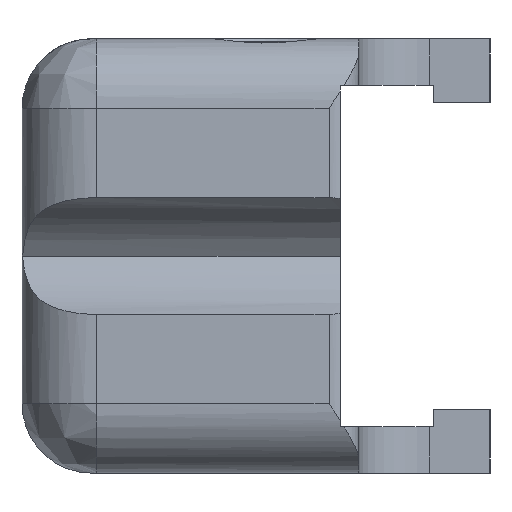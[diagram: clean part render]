
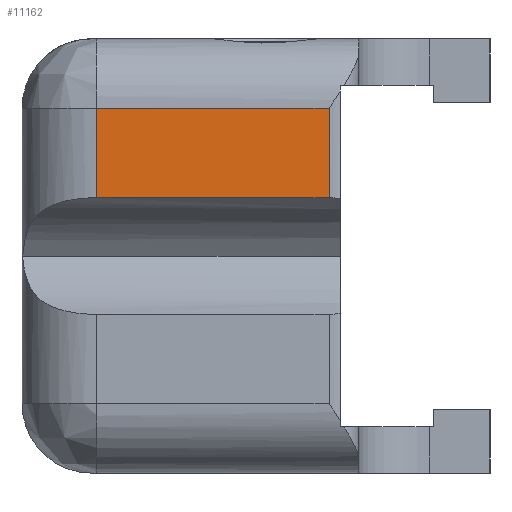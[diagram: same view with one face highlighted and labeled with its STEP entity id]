
A CAD part, left-side view. The second image highlights one B-rep face of the part: STEP entity #11162.
In plain terms, the highlighted planar face has unit normal (-1, 0, 0).
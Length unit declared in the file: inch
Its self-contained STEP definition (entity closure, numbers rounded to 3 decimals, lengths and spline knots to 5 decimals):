
#10437 = EDGE_CURVE ( 'NONE', #10438, #10489, #14930, .T. ) ;
#10438 = VERTEX_POINT ( 'NONE', #14926 ) ;
#10489 = VERTEX_POINT ( 'NONE', #15035 ) ;
#10589 = EDGE_CURVE ( 'NONE', #10590, #10438, #15184, .T. ) ;
#10590 = VERTEX_POINT ( 'NONE', #15232 ) ;
#11162 = ADVANCED_FACE ( 'NONE', ( #16599 ), #16597, .T. ) ;
#11163 = EDGE_LOOP ( 'NONE', ( #11164, #11167, #11174, #11175 ) ) ;
#11164 = ORIENTED_EDGE ( 'NONE', *, *, #11165, .F. ) ;
#11165 = EDGE_CURVE ( 'NONE', #11166, #10489, #16598, .T. ) ;
#11166 = VERTEX_POINT ( 'NONE', #16589 ) ;
#11167 = ORIENTED_EDGE ( 'NONE', *, *, #11173, .F. ) ;
#11173 = EDGE_CURVE ( 'NONE', #10590, #11166, #16583, .T. ) ;
#11174 = ORIENTED_EDGE ( 'NONE', *, *, #10589, .T. ) ;
#11175 = ORIENTED_EDGE ( 'NONE', *, *, #10437, .T. ) ;
#14926 = CARTESIAN_POINT ( 'NONE',  ( 0., -0.41, 0.07785 ) ) ;
#14927 = DIRECTION ( 'NONE',  ( 0., 0., 1. ) ) ;
#14928 = VECTOR ( 'NONE', #14927, 39.37008 ) ;
#14929 = CARTESIAN_POINT ( 'NONE',  ( 0., -0.41, 0.197 ) ) ;
#14930 = LINE ( 'NONE', #14929, #14928 ) ;
#15035 = CARTESIAN_POINT ( 'NONE',  ( 0., -0.41, 0.197 ) ) ;
#15181 = DIRECTION ( 'NONE',  ( 0., -1., 0. ) ) ;
#15182 = VECTOR ( 'NONE', #15181, 39.37008 ) ;
#15183 = CARTESIAN_POINT ( 'NONE',  ( 0., -0.255, 0.07785 ) ) ;
#15184 = LINE ( 'NONE', #15183, #15182 ) ;
#15232 = CARTESIAN_POINT ( 'NONE',  ( 0., -0.1, 0.07785 ) ) ;
#16580 = DIRECTION ( 'NONE',  ( 0., 0., 1. ) ) ;
#16581 = VECTOR ( 'NONE', #16580, 39.37008 ) ;
#16582 = CARTESIAN_POINT ( 'NONE',  ( 0., -0.1, 0. ) ) ;
#16583 = LINE ( 'NONE', #16582, #16581 ) ;
#16589 = CARTESIAN_POINT ( 'NONE',  ( 0., -0.1, 0.197 ) ) ;
#16590 = DIRECTION ( 'NONE',  ( 0., -1., 0. ) ) ;
#16591 = VECTOR ( 'NONE', #16590, 39.37008 ) ;
#16592 = CARTESIAN_POINT ( 'NONE',  ( 0., -0.27401, 0.197 ) ) ;
#16593 = DIRECTION ( 'NONE',  ( 0., 1., 0. ) ) ;
#16594 = DIRECTION ( 'NONE',  ( -1., 0., 0. ) ) ;
#16595 = CARTESIAN_POINT ( 'NONE',  ( 0., -0.41, 0.197 ) ) ;
#16596 = AXIS2_PLACEMENT_3D ( 'NONE', #16595, #16594, #16593 ) ;
#16597 = PLANE ( 'NONE',  #16596 ) ;
#16598 = LINE ( 'NONE', #16592, #16591 ) ;
#16599 = FACE_OUTER_BOUND ( 'NONE', #11163, .T. ) ;
